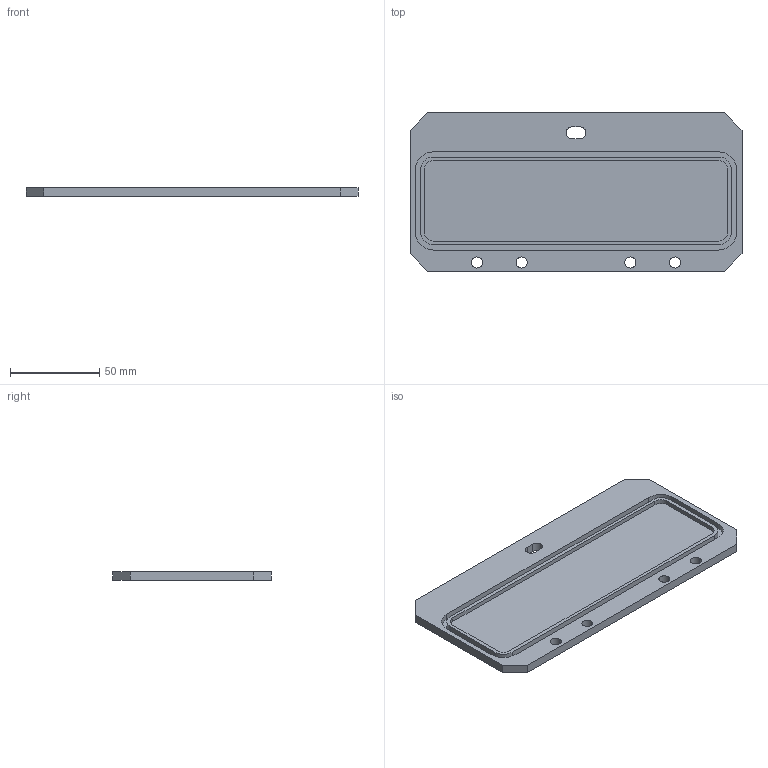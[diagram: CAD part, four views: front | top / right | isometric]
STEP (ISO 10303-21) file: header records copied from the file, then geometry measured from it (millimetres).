
FILE_DESCRIPTION (( 'STEP AP214' ), '1' );
FILE_NAME ('ALTI_USI_91-porte batterie.STEP', '2020-05-07T14:05:42', ( '' ), ( '' ), 'SwSTEP 2.0', 'SolidWorks 2016', '' );
FILE_SCHEMA (( 'AUTOMOTIVE_DESIGN' ));
Length unit declared in the file: millimetre
Products named in the file (1): ALTI_USI_91-porte batterie
Bounding box: 186 x 89 x 5 mm (x, y, z)
Volume: 57121.6 mm3; surface area: 39668 mm2
Topology: 1 solids, 1 shells, 50 faces, 135 edges, 90 vertices
Faces by surface type: plane 27, cylinder 23
Entity records: 1639 total; most frequent: DIRECTION 283, CARTESIAN_POINT 276, ORIENTED_EDGE 270, EDGE_CURVE 135, AXIS2_PLACEMENT_3D 97, VERTEX_POINT 90, VECTOR 89, LINE 89
